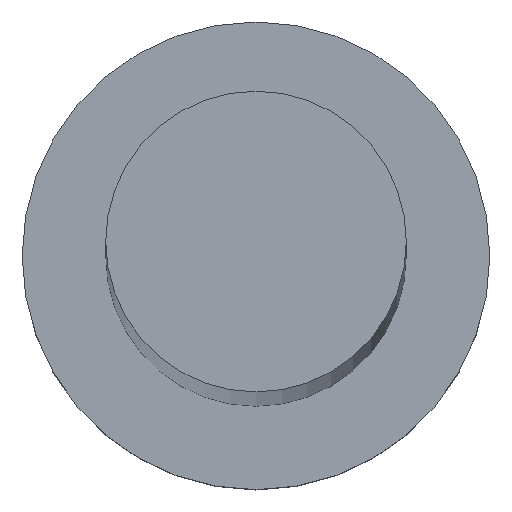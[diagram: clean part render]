
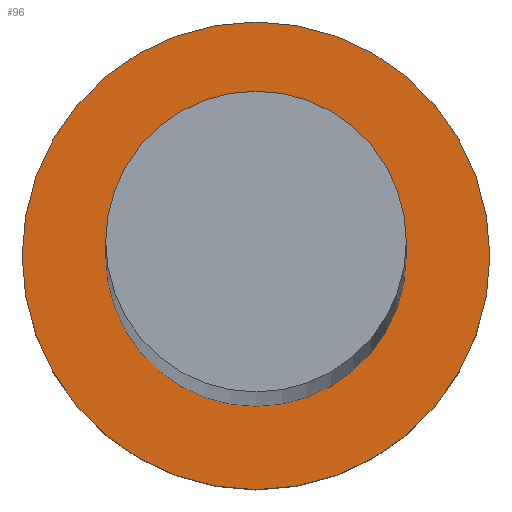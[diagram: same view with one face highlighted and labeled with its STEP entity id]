
A CAD part, top view. The second image highlights one B-rep face of the part: STEP entity #96.
In plain terms, the highlighted planar face has unit normal (0, 0, 1).
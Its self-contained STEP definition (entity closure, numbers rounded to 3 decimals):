
#13 = VERTEX_POINT ( 'NONE', #85 ) ;
#38 = DIRECTION ( 'NONE',  ( 1., 0., 0. ) ) ;
#42 = CARTESIAN_POINT ( 'NONE',  ( -4.5, 0., 5. ) ) ;
#46 = DIRECTION ( 'NONE',  ( 0., 0., 1. ) ) ;
#49 = CARTESIAN_POINT ( 'NONE',  ( 0., 0., 5. ) ) ;
#51 = ORIENTED_EDGE ( 'NONE', *, *, #216, .T. ) ;
#53 = CARTESIAN_POINT ( 'NONE',  ( 0., 0., 5. ) ) ;
#65 = EDGE_LOOP ( 'NONE', ( #81, #141 ) ) ;
#71 = VERTEX_POINT ( 'NONE', #230 ) ;
#75 = FACE_OUTER_BOUND ( 'NONE', #188, .T. ) ;
#79 = CIRCLE ( 'NONE', #247, 7. ) ;
#80 = EDGE_CURVE ( 'NONE', #104, #123, #102, .T. ) ;
#81 = ORIENTED_EDGE ( 'NONE', *, *, #101, .F. ) ;
#85 = CARTESIAN_POINT ( 'NONE',  ( -7., 0., 5. ) ) ;
#88 = AXIS2_PLACEMENT_3D ( 'NONE', #212, #46, #120 ) ;
#96 = ADVANCED_FACE ( 'NONE', ( #246, #75 ), #150, .T. ) ;
#97 = CIRCLE ( 'NONE', #88, 7. ) ;
#101 = EDGE_CURVE ( 'NONE', #123, #104, #248, .T. ) ;
#102 = CIRCLE ( 'NONE', #117, 4.5 ) ;
#104 = VERTEX_POINT ( 'NONE', #134 ) ;
#108 = ORIENTED_EDGE ( 'NONE', *, *, #224, .T. ) ;
#117 = AXIS2_PLACEMENT_3D ( 'NONE', #49, #239, #38 ) ;
#120 = DIRECTION ( 'NONE',  ( 1., 0., 0. ) ) ;
#123 = VERTEX_POINT ( 'NONE', #42 ) ;
#126 = DIRECTION ( 'NONE',  ( 0., 0., 1. ) ) ;
#134 = CARTESIAN_POINT ( 'NONE',  ( 4.5, 0., 5. ) ) ;
#141 = ORIENTED_EDGE ( 'NONE', *, *, #80, .F. ) ;
#150 = PLANE ( 'NONE',  #177 ) ;
#152 = CARTESIAN_POINT ( 'NONE',  ( 0., 0., 5. ) ) ;
#162 = CARTESIAN_POINT ( 'NONE',  ( 0., 0., 5. ) ) ;
#163 = DIRECTION ( 'NONE',  ( 1., 0., 0. ) ) ;
#177 = AXIS2_PLACEMENT_3D ( 'NONE', #53, #215, #251 ) ;
#188 = EDGE_LOOP ( 'NONE', ( #51, #108 ) ) ;
#189 = AXIS2_PLACEMENT_3D ( 'NONE', #152, #236, #237 ) ;
#212 = CARTESIAN_POINT ( 'NONE',  ( 0., 0., 5. ) ) ;
#215 = DIRECTION ( 'NONE',  ( 0., 0., 1. ) ) ;
#216 = EDGE_CURVE ( 'NONE', #13, #71, #97, .T. ) ;
#224 = EDGE_CURVE ( 'NONE', #71, #13, #79, .T. ) ;
#230 = CARTESIAN_POINT ( 'NONE',  ( 7., 0., 5. ) ) ;
#236 = DIRECTION ( 'NONE',  ( 0., 0., 1. ) ) ;
#237 = DIRECTION ( 'NONE',  ( 1., 0., 0. ) ) ;
#239 = DIRECTION ( 'NONE',  ( 0., 0., 1. ) ) ;
#246 = FACE_BOUND ( 'NONE', #65, .T. ) ;
#247 = AXIS2_PLACEMENT_3D ( 'NONE', #162, #126, #163 ) ;
#248 = CIRCLE ( 'NONE', #189, 4.5 ) ;
#251 = DIRECTION ( 'NONE',  ( 1., 0., 0. ) ) ;
